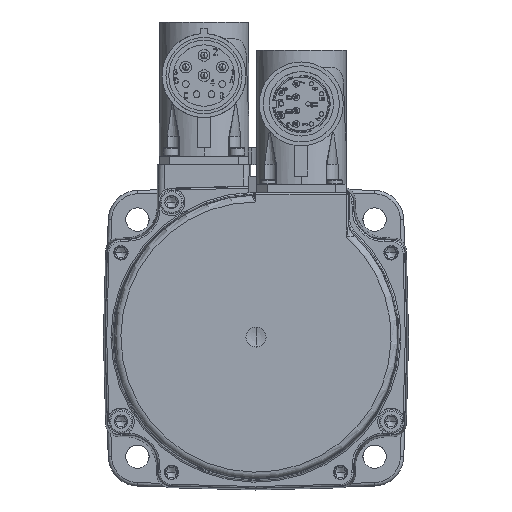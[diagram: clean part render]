
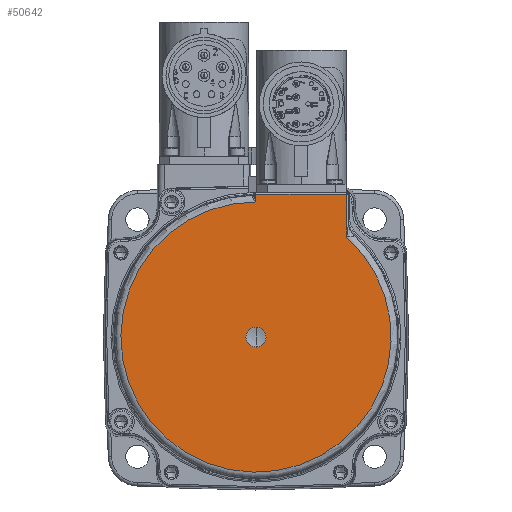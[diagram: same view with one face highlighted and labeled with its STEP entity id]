
A CAD part, top view. The second image highlights one B-rep face of the part: STEP entity #50642.
In plain terms, the highlighted planar face has unit normal (0, 0, 1).
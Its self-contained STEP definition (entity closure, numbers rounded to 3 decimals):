
#9085=DIRECTION('',(1.,0.,0.));
#9086=VECTOR('',#9085,27.1);
#9087=CARTESIAN_POINT('',(-0.1,42.6,70.9));
#9088=LINE('',#9087,#9086);
#9113=CARTESIAN_POINT('',(27.,42.5,70.9));
#9114=DIRECTION('',(0.,0.,-1.));
#9115=DIRECTION('',(0.,1.,0.));
#9116=AXIS2_PLACEMENT_3D('',#9113,#9114,#9115);
#9123=DIRECTION('',(0.,-1.,0.));
#9124=VECTOR('',#9123,12.693);
#9125=CARTESIAN_POINT('',(27.1,42.5,70.9));
#9126=LINE('',#9125,#9124);
#9146=CARTESIAN_POINT('',(27.1,29.807,70.9));
#9210=CARTESIAN_POINT('',(0.,0.,70.9));
#9211=DIRECTION('',(0.,0.,1.));
#9212=DIRECTION('',(-0.002,1.,0.));
#9213=AXIS2_PLACEMENT_3D('',#9210,#9211,#9212);
#9252=DIRECTION('',(0.,1.,0.));
#9253=VECTOR('',#9252,2.316);
#9254=CARTESIAN_POINT('',(-0.1,40.284,70.9));
#9255=LINE('',#9254,#9253);
#9256=CARTESIAN_POINT('',(-0.1,40.284,70.9));
#9288=CARTESIAN_POINT('',(0.,0.,70.9));
#9289=DIRECTION('',(0.,0.,-1.));
#9290=DIRECTION('',(0.,1.,0.));
#9291=AXIS2_PLACEMENT_3D('',#9288,#9289,#9290);
#9293=CARTESIAN_POINT('',(0.,0.,70.9));
#9294=DIRECTION('',(0.,0.,-1.));
#9295=DIRECTION('',(0.,-1.,0.));
#9296=AXIS2_PLACEMENT_3D('',#9293,#9294,#9295);
#36906=CARTESIAN_POINT('',(-0.1,42.6,70.9));
#36907=CARTESIAN_POINT('',(27.,42.6,70.9));
#36908=VERTEX_POINT('',#36906);
#36909=VERTEX_POINT('',#36907);
#36912=VERTEX_POINT('',#9146);
#36918=CARTESIAN_POINT('',(27.1,42.5,70.9));
#36919=VERTEX_POINT('',#36918);
#37039=VERTEX_POINT('',#9256);
#37116=CARTESIAN_POINT('',(0.,3.,70.9));
#37117=CARTESIAN_POINT('',(0.,-3.,70.9));
#37118=VERTEX_POINT('',#37116);
#37119=VERTEX_POINT('',#37117);
#50624=CARTESIAN_POINT('',(0.,0.,70.9));
#50625=DIRECTION('',(0.,0.,1.));
#50626=DIRECTION('',(0.,-1.,0.));
#50627=AXIS2_PLACEMENT_3D('',#50624,#50625,#50626);
#50628=PLANE('',#50627);
#50629=ORIENTED_EDGE('',*,*,#50552,.T.);
#50630=ORIENTED_EDGE('',*,*,#50349,.T.);
#50631=ORIENTED_EDGE('',*,*,#50375,.T.);
#50632=ORIENTED_EDGE('',*,*,#50388,.T.);
#50633=ORIENTED_EDGE('',*,*,#50486,.F.);
#50634=EDGE_LOOP('',(#50629,#50630,#50631,#50632,#50633));
#50635=FACE_OUTER_BOUND('',#50634,.F.);
#50637=ORIENTED_EDGE('',*,*,#50636,.F.);
#50639=ORIENTED_EDGE('',*,*,#50638,.F.);
#50640=EDGE_LOOP('',(#50637,#50639));
#50641=FACE_BOUND('',#50640,.F.);
#50642=ADVANCED_FACE('',(#50635,#50641),#50628,.T.);
#9117=CIRCLE('',#9116,0.1);
#9214=CIRCLE('',#9213,40.285);
#9292=CIRCLE('',#9291,3.);
#9297=CIRCLE('',#9296,3.);
#50349=EDGE_CURVE('',#36908,#36909,#9088,.T.);
#50375=EDGE_CURVE('',#36909,#36919,#9117,.T.);
#50388=EDGE_CURVE('',#36919,#36912,#9126,.T.);
#50486=EDGE_CURVE('',#37039,#36912,#9214,.T.);
#50552=EDGE_CURVE('',#37039,#36908,#9255,.T.);
#50636=EDGE_CURVE('',#37118,#37119,#9292,.T.);
#50638=EDGE_CURVE('',#37119,#37118,#9297,.T.);
